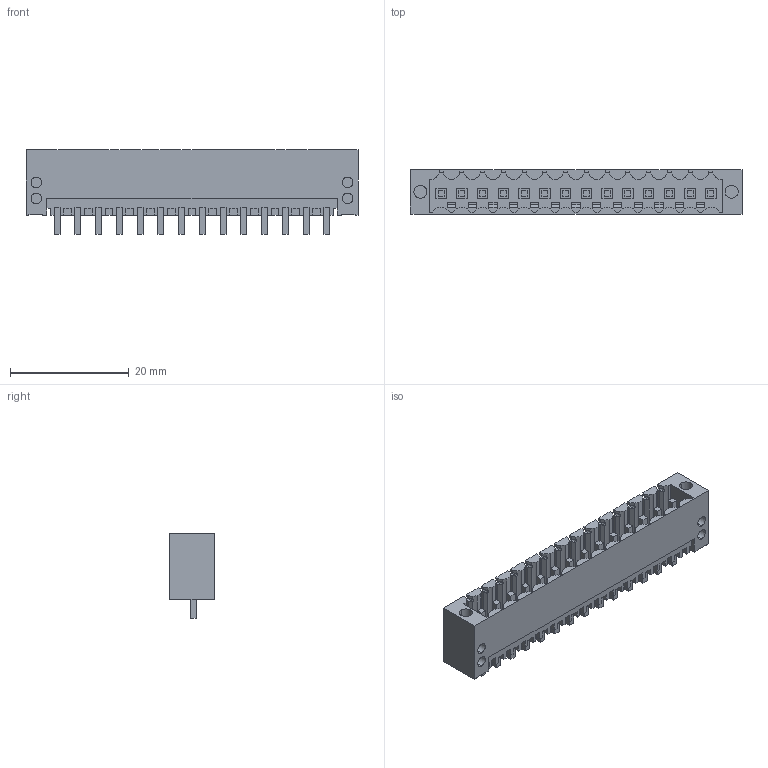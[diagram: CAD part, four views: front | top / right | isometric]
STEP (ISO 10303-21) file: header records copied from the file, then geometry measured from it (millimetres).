
FILE_DESCRIPTION(('CATIA V5 STEP Exchange','CAx-IF Rec.Pracs.--- Model Styling and Organization---1.2---2011-12-15'),'2;1');
FILE_NAME ('D1457304_0_1842890000_1842890000.stp','2018-03-14T17:34:21+00:00',('none'),('Weidmueller'),'CATIA Version 5-6 Release 2014','CATIA V5 STEP AP214','none');
FILE_SCHEMA(('AUTOMOTIVE_DESIGN { 1 0 10303 214 1 1 1 1 }'));
Length unit declared in the file: millimetre
Products named in the file (1): 1842890000
Bounding box: 56 x 7.45 x 14.25 mm (x, y, z)
Volume: 1999.9 mm3; surface area: 5112.4 mm2
Topology: 15 solids, 15 shells, 1124 faces, 3285 edges, 2232 vertices
Faces by surface type: plane 1004, cylinder 120
Entity records: 38531 total; most frequent: CARTESIAN_POINT 7894, ORIENTED_EDGE 6570, DIRECTION 5318, EDGE_CURVE 3285, VECTOR 2989, LINE 2989, VERTEX_POINT 2232, AXIS2_PLACEMENT_3D 1205
